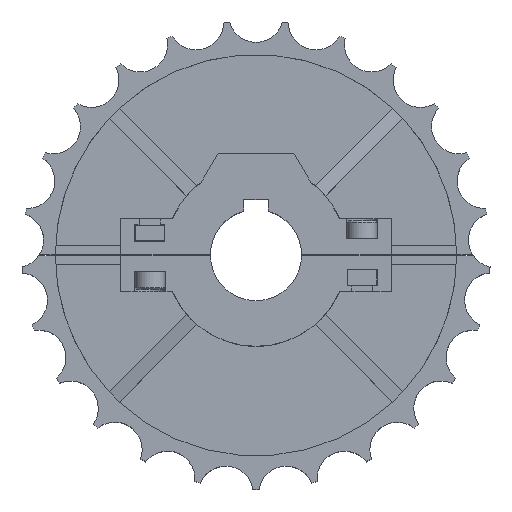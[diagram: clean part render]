
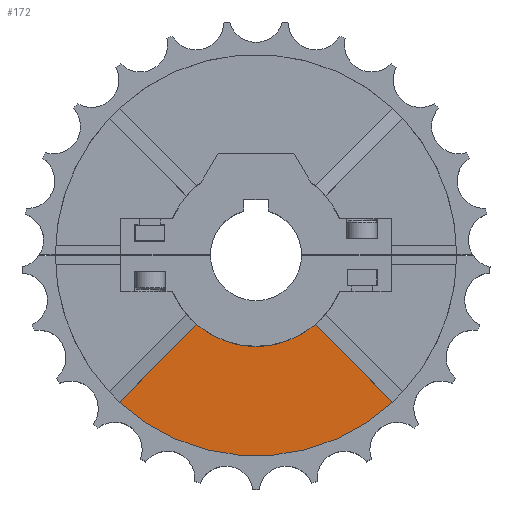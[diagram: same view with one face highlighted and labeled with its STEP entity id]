
A CAD part, top view. The second image highlights one B-rep face of the part: STEP entity #172.
In plain terms, the highlighted planar face has unit normal (0, 0, 1).
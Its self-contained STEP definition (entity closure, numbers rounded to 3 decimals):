
#172 = ADVANCED_FACE ( 'NONE', ( #6611 ), #3712, .T. ) ;
#192 = CARTESIAN_POINT ( 'NONE',  ( 0., 0., 5. ) ) ;
#216 = DIRECTION ( 'NONE',  ( 0., 0., 1. ) ) ;
#311 = CARTESIAN_POINT ( 'NONE',  ( 0., 0., 5. ) ) ;
#417 = DIRECTION ( 'NONE',  ( 1., 0., 0. ) ) ;
#490 = CIRCLE ( 'NONE', #7234, 30. ) ;
#705 = VECTOR ( 'NONE', #1713, 1000. ) ;
#1574 = CARTESIAN_POINT ( 'NONE',  ( 19.467, -22.826, 5. ) ) ;
#1611 = ORIENTED_EDGE ( 'NONE', *, *, #4200, .T. ) ;
#1661 = EDGE_CURVE ( 'NONE', #4182, #6139, #8964, .T. ) ;
#1713 = DIRECTION ( 'NONE',  ( -0.707, -0.707, 0. ) ) ;
#1788 = EDGE_LOOP ( 'NONE', ( #7431, #3811, #1611, #4711 ) ) ;
#1919 = LINE ( 'NONE', #4781, #4549 ) ;
#2599 = AXIS2_PLACEMENT_3D ( 'NONE', #311, #216, #8829 ) ;
#2615 = DIRECTION ( 'NONE',  ( -0.707, 0.707, 0. ) ) ;
#3279 = EDGE_CURVE ( 'NONE', #8327, #4182, #490, .T. ) ;
#3712 = PLANE ( 'NONE',  #4860 ) ;
#3811 = ORIENTED_EDGE ( 'NONE', *, *, #1661, .T. ) ;
#3937 = DIRECTION ( 'NONE',  ( 1., 0., 0. ) ) ;
#4182 = VERTEX_POINT ( 'NONE', #7986 ) ;
#4200 = EDGE_CURVE ( 'NONE', #6139, #6456, #6352, .T. ) ;
#4549 = VECTOR ( 'NONE', #2615, 1000. ) ;
#4711 = ORIENTED_EDGE ( 'NONE', *, *, #6607, .T. ) ;
#4781 = CARTESIAN_POINT ( 'NONE',  ( -1.679, -1.679, 5. ) ) ;
#4822 = DIRECTION ( 'NONE',  ( 0., 0., 1. ) ) ;
#4860 = AXIS2_PLACEMENT_3D ( 'NONE', #192, #4822, #417 ) ;
#5256 = CARTESIAN_POINT ( 'NONE',  ( 0., 0., 5. ) ) ;
#6139 = VERTEX_POINT ( 'NONE', #6767 ) ;
#6352 = CIRCLE ( 'NONE', #2599, 66.05 ) ;
#6456 = VERTEX_POINT ( 'NONE', #7321 ) ;
#6607 = EDGE_CURVE ( 'NONE', #6456, #8327, #1919, .T. ) ;
#6611 = FACE_OUTER_BOUND ( 'NONE', #1788, .T. ) ;
#6767 = CARTESIAN_POINT ( 'NONE',  ( -44.995, -48.354, 5. ) ) ;
#7234 = AXIS2_PLACEMENT_3D ( 'NONE', #5256, #8856, #3937 ) ;
#7321 = CARTESIAN_POINT ( 'NONE',  ( 44.995, -48.354, 5. ) ) ;
#7431 = ORIENTED_EDGE ( 'NONE', *, *, #3279, .T. ) ;
#7986 = CARTESIAN_POINT ( 'NONE',  ( -19.467, -22.826, 5. ) ) ;
#8223 = CARTESIAN_POINT ( 'NONE',  ( 1.679, -1.679, 5. ) ) ;
#8327 = VERTEX_POINT ( 'NONE', #1574 ) ;
#8829 = DIRECTION ( 'NONE',  ( 1., 0., 0. ) ) ;
#8856 = DIRECTION ( 'NONE',  ( 0., 0., -1. ) ) ;
#8964 = LINE ( 'NONE', #8223, #705 ) ;
